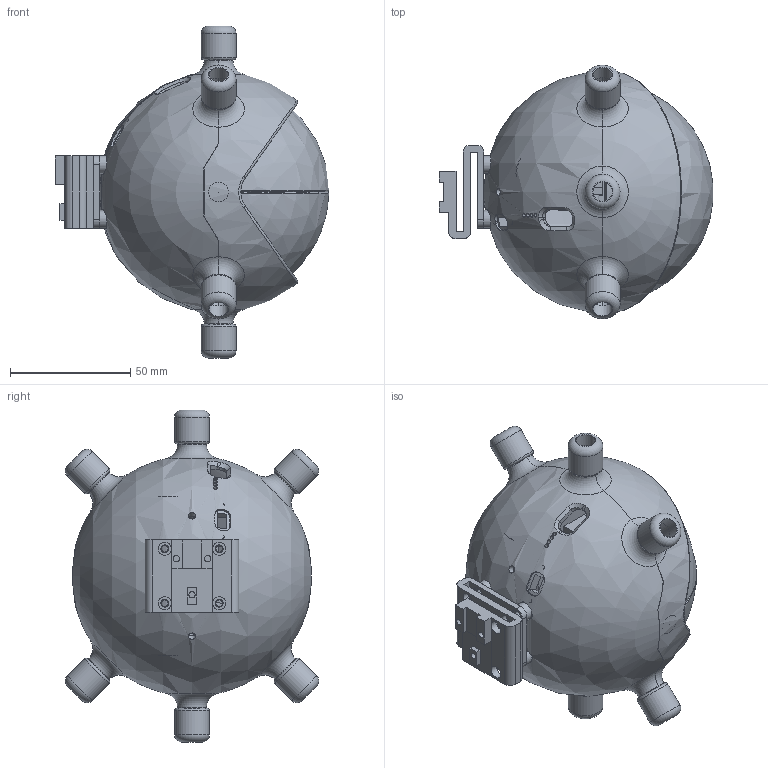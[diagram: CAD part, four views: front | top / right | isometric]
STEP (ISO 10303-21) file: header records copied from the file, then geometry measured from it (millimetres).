
FILE_DESCRIPTION(/* description */ (''),/* implementation_level */ '2;1');
FILE_NAME(/* name */ 'STR-lite.stp',/* time_stamp */ '2025-01-06T17:35:28+08:00',/* author */ (''),/* organization */ (''),/* preprocessor_version */ 'ST-DEVELOPER v16',/* originating_system */ 'SIEMENS PLM Software NX 10.0',/* authorisation */ '');
FILE_SCHEMA (('AP203_CONFIGURATION_CONTROLLED_3D_DESIGN_OF_MECHANICAL_PARTS_AND_ASSEMBLIES_MIM_LF { 1 0 10303 403 2 1 2}'));
Length unit declared in the file: millimetre
Products named in the file (20): 18650; gear2; gear1; pupil; support-1; rack-lite; rocker; YAOBI; servo pin; MG90S; 09; 08; 07; 06; 05; 04; 03-1; 02; 01; STR-lite
Assembly tree (26 placements, depth 2):
  STR-lite
    01
    02
    03-1
    04
    05
    06
    07
    08
    09  x6
    MG90S  x3
    servo pin
    YAOBI
    rocker
    rack-lite
    support-1
    pupil
    gear1
    gear2
    18650
Bounding box: 113.74 x 105.33 x 138 mm (x, y, z)
Volume: 169547.2 mm3; surface area: 133984.1 mm2
Topology: 26 solids, 26 shells, 981 faces, 2645 edges, 1751 vertices
Faces by surface type: plane 463, cylinder 280, extrusion 120, cone 45, torus 35, sphere 18, bspline 16, revolution 4
Full cylindrical faces by diameter (mm): 1 x6, 1.5 x4, 1.6 x6, 1.8 x6, 2 x2, 2.6 x3, 2.8 x10, 3 x5, 3.2 x6, 4.6 x4, 5 x3, 5.3 x2, 5.5 x10, 6 x2, 6.2 x1, 6.6 x1, 6.7 x1, 7 x1, 7.35 x4, 8 x10, 8.3 x2, 9 x1, 12.2 x6, 14.5 x6, 18 x1, 20 x1, 40 x2, 41 x1
Entity records: 33285 total; most frequent: CARTESIAN_POINT 8932, ORIENTED_EDGE 4510, DIRECTION 4352, EDGE_CURVE 2255, VERTEX_POINT 1564, AXIS2_PLACEMENT_3D 1550, VECTOR 1248, EDGE_LOOP 1155
